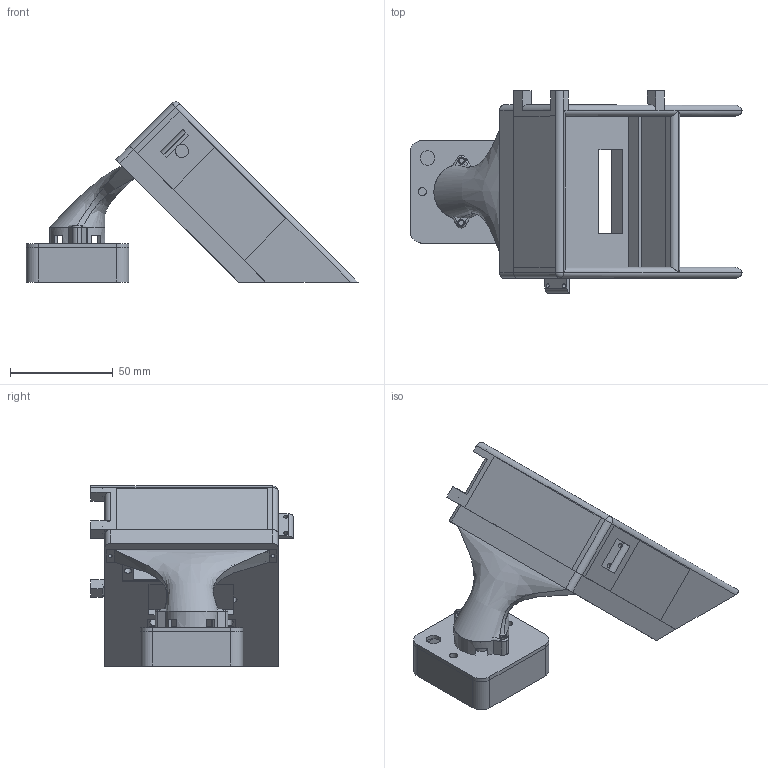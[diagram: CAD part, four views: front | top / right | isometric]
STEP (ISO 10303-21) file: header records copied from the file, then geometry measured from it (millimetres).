
FILE_DESCRIPTION(('HOOPS Exchange Step'),'2;1');
FILE_NAME('temp_export','2024-09-11T11:17:59-04:00',('mobile'),('Shapr3D Limited'),'HOOPS Exchange 2024.2','Shapr3D','Authorized');
FILE_SCHEMA( ('AP242_MANAGED_MODEL_BASED_3D_ENGINEERING_MIM_LF {1 0 10303 442 1 1 4 }') );
Length unit declared in the file: millimetre
Products named in the file (8): Front; Reservoir; Lid; Tube; Laser Holder; Walls; Base; root
Assembly tree (7 placements, depth 4):
  root
    Front
    Reservoir
    Lid
    Tube
    Base
      Walls
        Laser Holder
Bounding box: 161.55 x 98.7 x 87.61 mm (x, y, z)
Volume: 114898.8 mm3; surface area: 84600.9 mm2
Topology: 20 solids, 20 shells, 488 faces, 1281 edges, 846 vertices
Faces by surface type: plane 323, cylinder 106, bspline 51, cone 5, torus 2, sphere 1
Full cylindrical faces by diameter (mm): 2 x4, 2.5 x2, 3.5 x14, 4 x2, 5 x9, 6 x2, 7.1 x1, 7.2 x1
Entity records: 17155 total; most frequent: CARTESIAN_POINT 4937, ORIENTED_EDGE 2560, DIRECTION 2336, EDGE_CURVE 1280, VECTOR 880, LINE 880, VERTEX_POINT 846, AXIS2_PLACEMENT_3D 728
